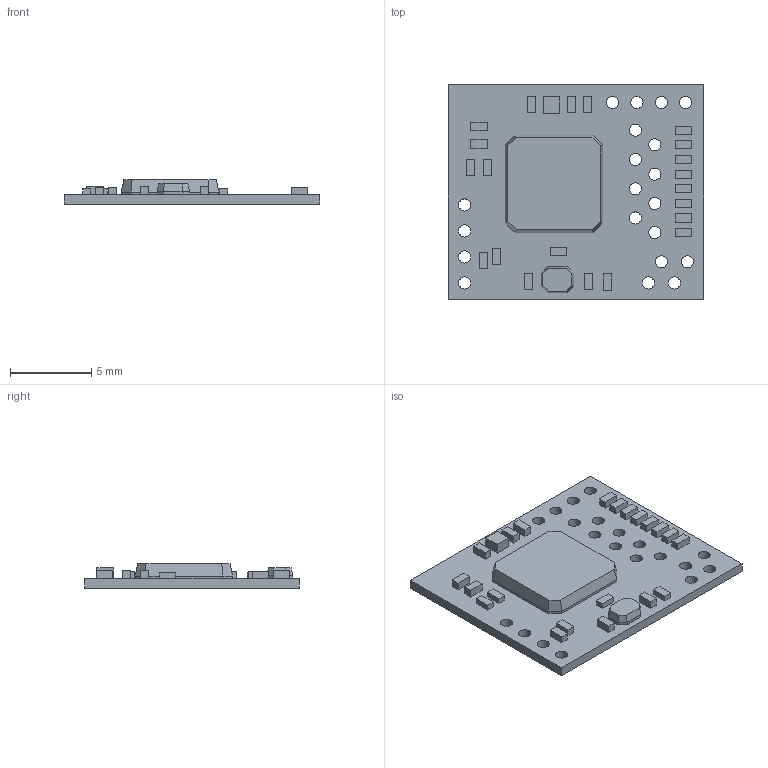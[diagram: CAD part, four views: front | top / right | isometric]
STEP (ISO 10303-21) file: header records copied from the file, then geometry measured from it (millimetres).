
FILE_DESCRIPTION(('CATIA V5 STEP Exchange'),'2;1');
FILE_NAME('nanohub-4port-mechanical.stp','2017-02-21T09:45:09+00:00',('none'),('none'),'CATIA Version 5-6 Release 2016','CATIA V5 STEP AP203','none');
FILE_SCHEMA(('CONFIG_CONTROL_DESIGN'));
Length unit declared in the file: millimetre
Products named in the file (1): Part1
Bounding box: 15.7 x 13.2 x 1.5 mm (x, y, z)
Volume: 156.5 mm3; surface area: 510.7 mm2
Topology: 1 solids, 1 shells, 190 faces, 476 edges, 312 vertices
Faces by surface type: plane 150, cylinder 40
Entity records: 5322 total; most frequent: ORIENTED_EDGE 952, CARTESIAN_POINT 932, DIRECTION 714, EDGE_CURVE 476, VECTOR 380, LINE 380, VERTEX_POINT 312, EDGE_LOOP 254
